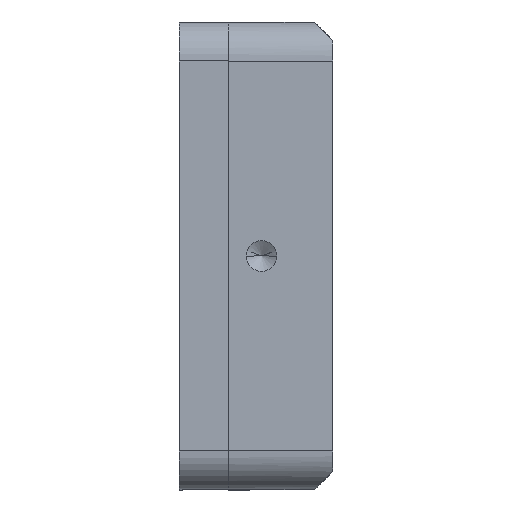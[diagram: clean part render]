
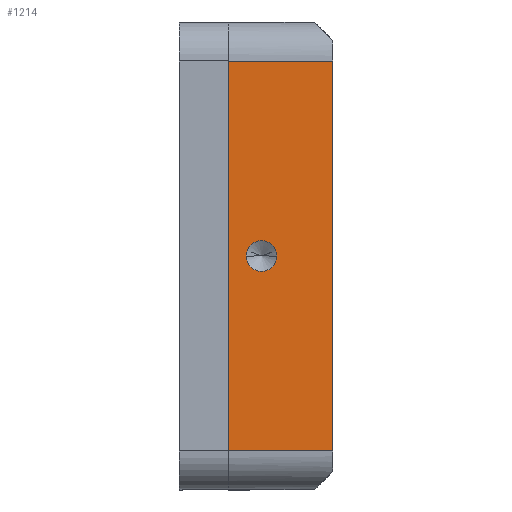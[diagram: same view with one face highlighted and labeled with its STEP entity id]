
A CAD part, left-side view. The second image highlights one B-rep face of the part: STEP entity #1214.
In plain terms, the highlighted planar face has unit normal (-1, 0, 0).
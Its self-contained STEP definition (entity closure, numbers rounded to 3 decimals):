
#19 = EDGE_CURVE ( 'NONE', #1372, #1919, #3169, .T. ) ;
#21 = VERTEX_POINT ( 'NONE', #3200 ) ;
#122 = EDGE_CURVE ( 'NONE', #573, #1919, #1073, .T. ) ;
#192 = DIRECTION ( 'NONE',  ( -1., 0., 0. ) ) ;
#245 = EDGE_LOOP ( 'NONE', ( #3233, #720, #1147, #1112 ) ) ;
#265 = AXIS2_PLACEMENT_3D ( 'NONE', #3195, #1677, #2706 ) ;
#341 = CARTESIAN_POINT ( 'NONE',  ( -79.05, 0., 7.05 ) ) ;
#375 = CARTESIAN_POINT ( 'NONE',  ( -79.05, 0., 5.8 ) ) ;
#470 = LINE ( 'NONE', #3279, #1904 ) ;
#573 = VERTEX_POINT ( 'NONE', #926 ) ;
#657 = VECTOR ( 'NONE', #1508, 1000. ) ;
#720 = ORIENTED_EDGE ( 'NONE', *, *, #1913, .T. ) ;
#751 = VERTEX_POINT ( 'NONE', #1941 ) ;
#830 = ORIENTED_EDGE ( 'NONE', *, *, #2691, .F. ) ;
#872 = DIRECTION ( 'NONE',  ( 0., -1., 0. ) ) ;
#881 = PLANE ( 'NONE',  #265 ) ;
#926 = CARTESIAN_POINT ( 'NONE',  ( -79.05, -15.875, 0. ) ) ;
#994 = CARTESIAN_POINT ( 'NONE',  ( -79.05, 15.875, 8.5 ) ) ;
#1073 = LINE ( 'NONE', #1824, #1799 ) ;
#1112 = ORIENTED_EDGE ( 'NONE', *, *, #122, .T. ) ;
#1147 = ORIENTED_EDGE ( 'NONE', *, *, #3330, .T. ) ;
#1153 = AXIS2_PLACEMENT_3D ( 'NONE', #1249, #192, #2271 ) ;
#1214 = ADVANCED_FACE ( 'NONE', ( #2656, #2671 ), #881, .F. ) ;
#1230 = CARTESIAN_POINT ( 'NONE',  ( -79.05, -19.05, 0. ) ) ;
#1249 = CARTESIAN_POINT ( 'NONE',  ( -79.05, 0., 5.8 ) ) ;
#1259 = EDGE_CURVE ( 'NONE', #2981, #751, #1810, .T. ) ;
#1372 = VERTEX_POINT ( 'NONE', #994 ) ;
#1422 = VECTOR ( 'NONE', #872, 1000. ) ;
#1494 = CARTESIAN_POINT ( 'NONE',  ( -79.05, -15.875, 8.5 ) ) ;
#1508 = DIRECTION ( 'NONE',  ( 0., -1., 0. ) ) ;
#1649 = CARTESIAN_POINT ( 'NONE',  ( -79.05, -19.05, 8.5 ) ) ;
#1677 = DIRECTION ( 'NONE',  ( 1., 0., 0. ) ) ;
#1760 = DIRECTION ( 'NONE',  ( 0., 0., -1. ) ) ;
#1799 = VECTOR ( 'NONE', #2836, 1000. ) ;
#1810 = CIRCLE ( 'NONE', #2395, 1.25 ) ;
#1824 = CARTESIAN_POINT ( 'NONE',  ( -79.05, -15.875, 8.5 ) ) ;
#1898 = DIRECTION ( 'NONE',  ( 0., 0., 1. ) ) ;
#1904 = VECTOR ( 'NONE', #1760, 1000. ) ;
#1913 = EDGE_CURVE ( 'NONE', #1372, #21, #470, .T. ) ;
#1919 = VERTEX_POINT ( 'NONE', #1494 ) ;
#1941 = CARTESIAN_POINT ( 'NONE',  ( -79.05, 0., 4.55 ) ) ;
#2271 = DIRECTION ( 'NONE',  ( 0., 0., 1. ) ) ;
#2395 = AXIS2_PLACEMENT_3D ( 'NONE', #375, #2969, #1898 ) ;
#2491 = LINE ( 'NONE', #1230, #657 ) ;
#2656 = FACE_BOUND ( 'NONE', #3198, .T. ) ;
#2671 = FACE_OUTER_BOUND ( 'NONE', #245, .T. ) ;
#2691 = EDGE_CURVE ( 'NONE', #751, #2981, #2909, .T. ) ;
#2706 = DIRECTION ( 'NONE',  ( 0., 0., -1. ) ) ;
#2744 = ORIENTED_EDGE ( 'NONE', *, *, #1259, .F. ) ;
#2836 = DIRECTION ( 'NONE',  ( 0., 0., 1. ) ) ;
#2909 = CIRCLE ( 'NONE', #1153, 1.25 ) ;
#2969 = DIRECTION ( 'NONE',  ( -1., 0., 0. ) ) ;
#2981 = VERTEX_POINT ( 'NONE', #341 ) ;
#3169 = LINE ( 'NONE', #1649, #1422 ) ;
#3195 = CARTESIAN_POINT ( 'NONE',  ( -79.05, -19.05, 8.5 ) ) ;
#3198 = EDGE_LOOP ( 'NONE', ( #2744, #830 ) ) ;
#3200 = CARTESIAN_POINT ( 'NONE',  ( -79.05, 15.875, 0. ) ) ;
#3233 = ORIENTED_EDGE ( 'NONE', *, *, #19, .F. ) ;
#3279 = CARTESIAN_POINT ( 'NONE',  ( -79.05, 15.875, 8.5 ) ) ;
#3330 = EDGE_CURVE ( 'NONE', #21, #573, #2491, .T. ) ;
